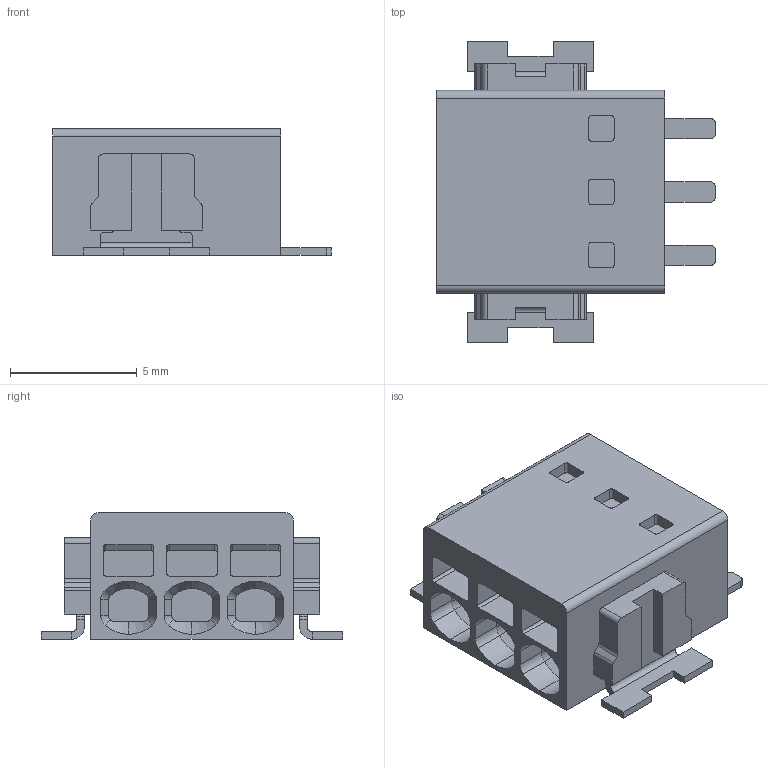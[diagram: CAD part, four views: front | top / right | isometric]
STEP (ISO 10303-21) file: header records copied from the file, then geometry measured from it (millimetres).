
FILE_DESCRIPTION(('FreeCAD Model'),'2;1');
FILE_NAME('conn_1771033.stp','2016-02-15T14:53:32',('Author'),(''), 'Open CASCADE STEP processor 6.8','FreeCAD','Unknown');
FILE_SCHEMA(('AUTOMOTIVE_DESIGN_CC2 { 1 2 10303 214 -1 1 5 4 }'));
Length unit declared in the file: millimetre
Products named in the file (2): ASSEMBLY; ptsm_0.5-3-2.5_smd_h
Assembly tree (1 placements, depth 2):
  ASSEMBLY
    ptsm_0.5-3-2.5_smd_h
Bounding box: 11 x 11.9 x 5 mm (x, y, z)
Volume: 338.9 mm3; surface area: 492.9 mm2
Topology: 1 solids, 1 shells, 309 faces, 808 edges, 515 vertices
Faces by surface type: plane 166, cylinder 119, cone 24
Entity records: 35773 total; most frequent: CARTESIAN_POINT 18304, DIRECTION 2613, ORIENTED_EDGE 1616, PCURVE 1616, DEFINITIONAL_REPRESENTATION 1616, LINE 1424, VECTOR 1424, EDGE_CURVE 808
